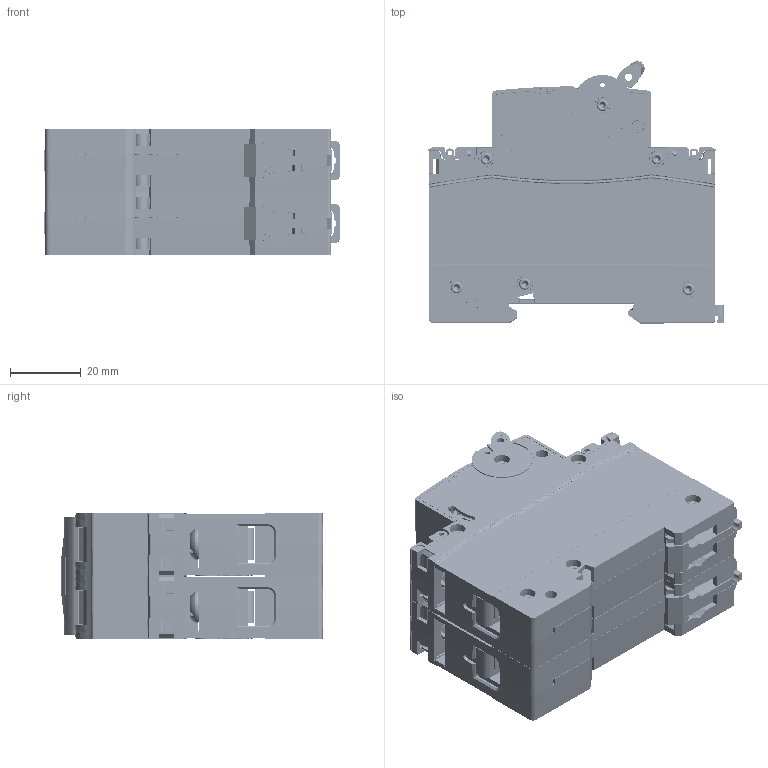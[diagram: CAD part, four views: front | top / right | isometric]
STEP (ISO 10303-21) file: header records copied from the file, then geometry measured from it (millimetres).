
FILE_DESCRIPTION (( 'STEP AP203' ), '1' );
FILE_NAME ('S1252(080-125).ÃÌ Âûêë. íàãðóçêè ÂÍ-125N 2P (80-125)À PROXIMA EKF.STEP', '2024-07-18T12:38:27', ( '' ), ( '' ), 'SwSTEP 2.0', 'SolidWorks 2021', '' );
FILE_SCHEMA (( 'CONFIG_CONTROL_DESIGN' ));
Products named in the file (1): S1252(080-125).ÃÌ Âûêë. íàãðóçêè ÂÍ-125N 2P (80-125)À PROXIMA EKF
Bounding box: 83.62 x 74.28 x 35.5 mm (x, y, z)
Volume: 55675.7 mm3; surface area: 94093 mm2
Topology: 41 solids, 53 shells, 6303 faces, 17222 edges, 11303 vertices
Faces by surface type: plane 3998, cone 1057, cylinder 804, bspline 222, torus 190, sphere 32
Entity records: 211277 total; most frequent: CARTESIAN_POINT 53282, ORIENTED_EDGE 34372, DIRECTION 31029, EDGE_CURVE 17186, VERTEX_POINT 11291, VECTOR 11105, LINE 11105, AXIS2_PLACEMENT_3D 9962
